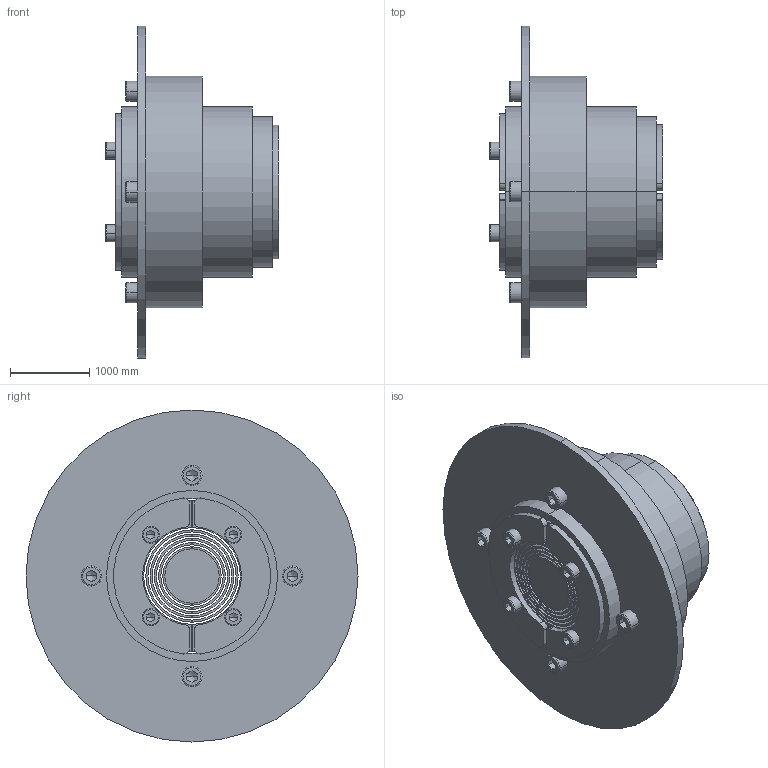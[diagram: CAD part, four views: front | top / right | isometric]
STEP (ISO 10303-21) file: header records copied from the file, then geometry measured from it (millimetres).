
FILE_DESCRIPTION((''),'2;1');
FILE_NAME('RSX 75.stp','2005-04-05T11:52:03',(''),(''),'Mechanical Desktop 2005','Mechanical Desktop 2005',', , ');
FILE_SCHEMA(('CONFIG_CONTROL_DESIGN'));
Length unit declared in the file: inch
Products named in the file (25): DRAWING4; HEXAGON SOCKET HEAD CAP SCREW - ISO 4762 - M6X30; PART3; PART1; PART2; RS75; ~~~~~~~HALF; ~~~~~~~FRONT; ~~~~~PART1; ~~~~~~~~REAR; ~~~CYLINDER HEAD CAP SCREW - DIN 912 - M5 X 50; ~~~~CORE; RS75A; A4-SLOGO; DIN912_MC6S_M5x80; R75; R70; RS68; RS23; RS25; A4-LLOGO; RS31; DIN912_MC6S_M5x40; RS43; RS50
Assembly tree (35 placements, depth 4):
  DRAWING4
    HEXAGON SOCKET HEAD CAP SCREW - ISO 4762 - M6X30  x4
    PART3
    PART1
    PART2
    RS75
      ~~~~~~~HALF  x2
        ~~~~~~~FRONT
        ~~~~~PART1
        ~~~~~~~~REAR
        ~~~CYLINDER HEAD CAP SCREW - DIN 912 - M5 X 50
      ~~~~CORE
    RS75A
      A4-SLOGO  x3
      DIN912_MC6S_M5x80
    R75
    R70
    RS68
    RS23  x2
    RS25  x3
      A4-LLOGO
    RS31
      DIN912_MC6S_M5x40
    RS43
    RS50
      A4-LLOGO
Bounding box: 2184.4 x 4191 x 4191 mm (x, y, z)
Volume: 9168411787.2 mm3; surface area: 167093339 mm2
Topology: 28 solids, 28 shells, 366 faces, 866 edges, 591 vertices
Faces by surface type: cylinder 158, plane 152, cone 40, bspline 16
Entity records: 5305 total; most frequent: CARTESIAN_POINT 1025, DIRECTION 908, ORIENTED_EDGE 728, AXIS2_PLACEMENT_3D 372, EDGE_CURVE 364, VERTEX_POINT 242, EDGE_LOOP 196, CIRCLE 184
